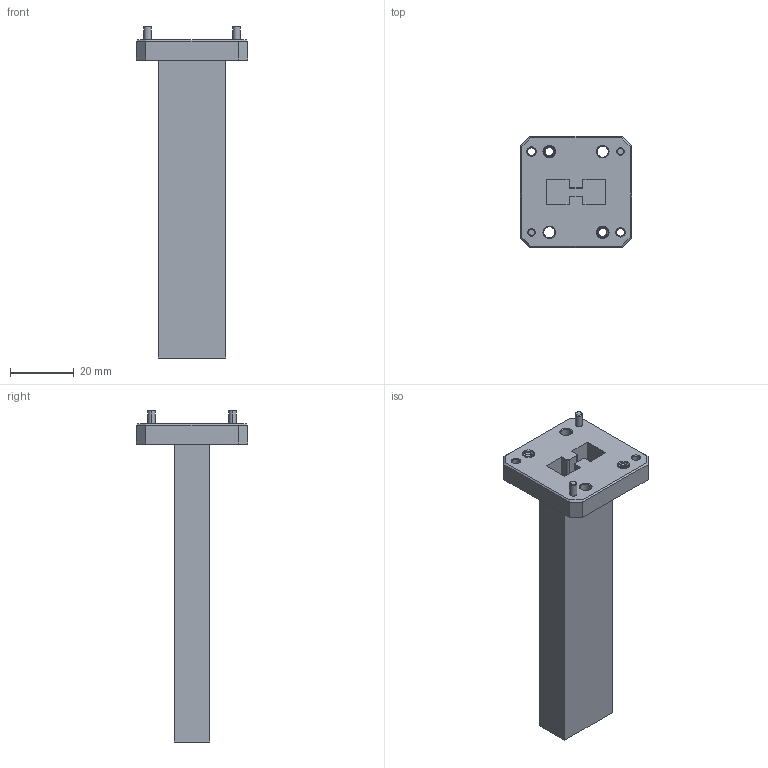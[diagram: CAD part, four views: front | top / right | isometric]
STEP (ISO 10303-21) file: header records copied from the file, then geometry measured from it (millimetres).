
FILE_DESCRIPTION (( 'STEP AP203' ), '1' );
FILE_NAME ('FMWRD650TR1000.step', '2020-10-30T19:57:19', ( '' ), ( '' ), 'SwSTEP 2.0', 'SolidWorks 2018', '' );
FILE_SCHEMA (( 'CONFIG_CONTROL_DESIGN' ));
Length unit declared in the file: millimetre
Products named in the file (1): FMWRD650TR1000
Bounding box: 35 x 35 x 104.3 mm (x, y, z)
Volume: 17387.9 mm3; surface area: 15899.9 mm2
Topology: 1 solids, 1 shells, 137 faces, 348 edges, 220 vertices
Faces by surface type: cylinder 52, plane 45, cone 20, bspline 20
Entity records: 8927 total; most frequent: CARTESIAN_POINT 5824, ORIENTED_EDGE 696, DIRECTION 542, EDGE_CURVE 348, VERTEX_POINT 220, AXIS2_PLACEMENT_3D 186, VECTOR 170, LINE 170
